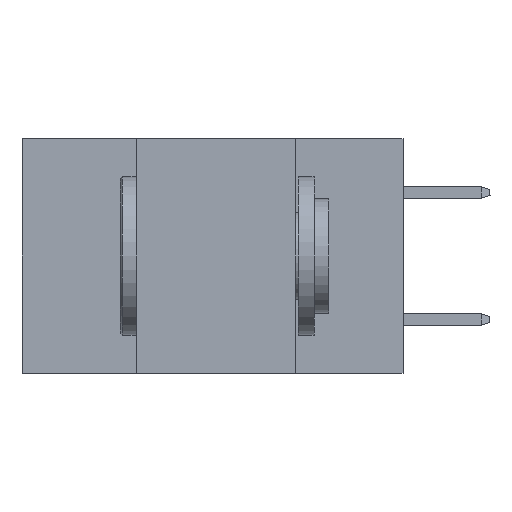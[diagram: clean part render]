
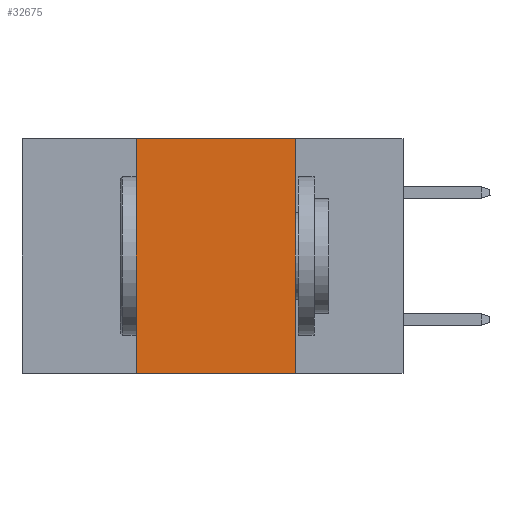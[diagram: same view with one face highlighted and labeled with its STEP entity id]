
A CAD part, left-side view. The second image highlights one B-rep face of the part: STEP entity #32675.
In plain terms, the highlighted planar face has unit normal (-1, 0, 0).
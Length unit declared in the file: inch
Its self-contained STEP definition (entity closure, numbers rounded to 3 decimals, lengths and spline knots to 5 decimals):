
#1689 = VERTEX_POINT ( 'NONE', #37630 ) ;
#2259 = CARTESIAN_POINT ( 'NONE',  ( 0., 0.6, 0. ) ) ;
#3488 = CARTESIAN_POINT ( 'NONE',  ( 0., 0.42, -0.37 ) ) ;
#5075 = EDGE_CURVE ( 'NONE', #1689, #42478, #11517, .T. ) ;
#7841 = CARTESIAN_POINT ( 'NONE',  ( 0., 0.6, 0. ) ) ;
#7941 = ORIENTED_EDGE ( 'NONE', *, *, #29254, .F. ) ;
#8306 = DIRECTION ( 'NONE',  ( 0., -1., 0. ) ) ;
#9655 = DIRECTION ( 'NONE',  ( 0., -1., 0. ) ) ;
#10553 = AXIS2_PLACEMENT_3D ( 'NONE', #2259, #29727, #33600 ) ;
#11156 = CARTESIAN_POINT ( 'NONE',  ( 0., 0.17, 0. ) ) ;
#11517 = LINE ( 'NONE', #7841, #35576 ) ;
#12984 = CARTESIAN_POINT ( 'NONE',  ( 0., 0.17, -0.37 ) ) ;
#16178 = VECTOR ( 'NONE', #33050, 39.37008 ) ;
#16304 = LINE ( 'NONE', #19273, #16178 ) ;
#19273 = CARTESIAN_POINT ( 'NONE',  ( 0., 0.17, 0. ) ) ;
#20660 = CARTESIAN_POINT ( 'NONE',  ( 0., 0.42, 0. ) ) ;
#21094 = DIRECTION ( 'NONE',  ( 0., 0., 1. ) ) ;
#21240 = VERTEX_POINT ( 'NONE', #3488 ) ;
#25893 = VERTEX_POINT ( 'NONE', #12984 ) ;
#26336 = VECTOR ( 'NONE', #9655, 39.37008 ) ;
#26890 = LINE ( 'NONE', #38017, #26336 ) ;
#27296 = ORIENTED_EDGE ( 'NONE', *, *, #31776, .T. ) ;
#29254 = EDGE_CURVE ( 'NONE', #21240, #1689, #34675, .T. ) ;
#29727 = DIRECTION ( 'NONE',  ( 1., 0., 0. ) ) ;
#30644 = FACE_OUTER_BOUND ( 'NONE', #43293, .T. ) ;
#30947 = EDGE_CURVE ( 'NONE', #42478, #25893, #16304, .T. ) ;
#31776 = EDGE_CURVE ( 'NONE', #21240, #25893, #26890, .T. ) ;
#32675 = ADVANCED_FACE ( 'NONE', ( #30644 ), #33353, .F. ) ;
#33050 = DIRECTION ( 'NONE',  ( 0., 0., -1. ) ) ;
#33353 = PLANE ( 'NONE',  #10553 ) ;
#33429 = VECTOR ( 'NONE', #21094, 39.37008 ) ;
#33600 = DIRECTION ( 'NONE',  ( 0., 0., -1. ) ) ;
#34675 = LINE ( 'NONE', #20660, #33429 ) ;
#35576 = VECTOR ( 'NONE', #8306, 39.37008 ) ;
#37630 = CARTESIAN_POINT ( 'NONE',  ( 0., 0.42, 0. ) ) ;
#37632 = ORIENTED_EDGE ( 'NONE', *, *, #30947, .F. ) ;
#38017 = CARTESIAN_POINT ( 'NONE',  ( 0., 0.6, -0.37 ) ) ;
#38220 = ORIENTED_EDGE ( 'NONE', *, *, #5075, .F. ) ;
#42478 = VERTEX_POINT ( 'NONE', #11156 ) ;
#43293 = EDGE_LOOP ( 'NONE', ( #37632, #38220, #7941, #27296 ) ) ;
